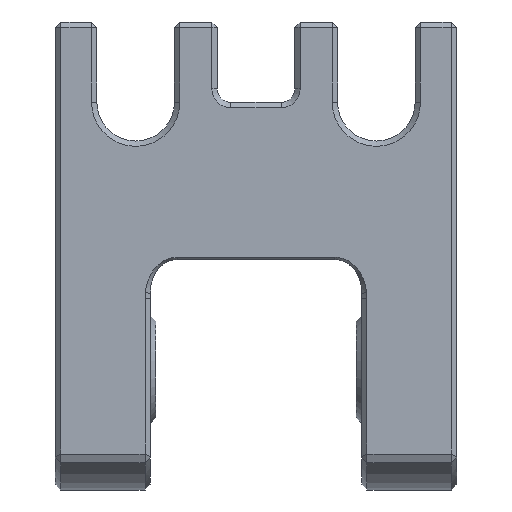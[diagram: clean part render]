
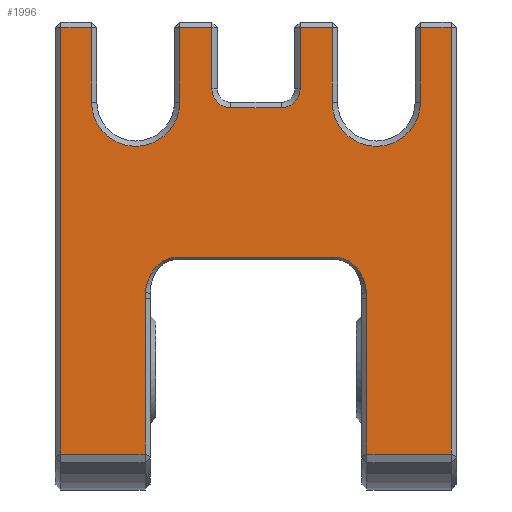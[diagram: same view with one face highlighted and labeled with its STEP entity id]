
A CAD part, left-side view. The second image highlights one B-rep face of the part: STEP entity #1996.
In plain terms, the highlighted planar face has unit normal (-1, 0, 0).
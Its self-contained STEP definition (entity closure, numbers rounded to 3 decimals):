
#30=B_SPLINE_CURVE_WITH_KNOTS('',3,(#3410,#3411,#3412,#3413,#3414,#3415,
#3416,#3417,#3418),.UNSPECIFIED.,.F.,.F.,(4,1,1,1,1,1,4),(0.899,
0.944,1.033,1.055,1.122,1.167,
1.212),.UNSPECIFIED.);
#31=B_SPLINE_CURVE_WITH_KNOTS('',3,(#3468,#3469,#3470,#3471,#3472,#3473,
#3474,#3475,#3476,#3477),.UNSPECIFIED.,.F.,.F.,(4,1,1,1,1,1,1,4),(0.586,
0.631,0.676,0.743,0.765,
0.81,0.854,0.899),.UNSPECIFIED.);
#33=B_SPLINE_CURVE_WITH_KNOTS('',3,(#3504,#3505,#3506,#3507),
 .UNSPECIFIED.,.F.,.F.,(4,4),(1.212,1.252),
 .UNSPECIFIED.);
#35=B_SPLINE_CURVE_WITH_KNOTS('',3,(#3528,#3529,#3530,#3531),
 .UNSPECIFIED.,.F.,.F.,(4,4),(0.546,0.586),
 .UNSPECIFIED.);
#151=PLANE('',#2164);
#272=FACE_OUTER_BOUND('',#405,.T.);
#405=EDGE_LOOP('',(#1747,#1748,#1749,#1750,#1751,#1752,#1753,#1754,#1755,
#1756,#1757,#1758,#1759,#1760,#1761,#1762,#1763,#1764,#1765,#1766,#1767,
#1768,#1769,#1770,#1771,#1772));
#472=LINE('',#2849,#679);
#486=LINE('',#2887,#693);
#495=LINE('',#2913,#702);
#498=LINE('',#2920,#705);
#509=LINE('',#2945,#716);
#513=LINE('',#2955,#720);
#518=LINE('',#2963,#725);
#533=LINE('',#2999,#740);
#537=LINE('',#3011,#744);
#541=LINE('',#3021,#748);
#547=LINE('',#3033,#754);
#573=LINE('',#3087,#780);
#589=LINE('',#3130,#796);
#598=LINE('',#3154,#805);
#600=LINE('',#3160,#807);
#602=LINE('',#3165,#809);
#606=LINE('',#3175,#813);
#616=LINE('',#3423,#823);
#679=VECTOR('',#2289,10.);
#693=VECTOR('',#2315,10.);
#702=VECTOR('',#2338,10.);
#705=VECTOR('',#2349,10.);
#716=VECTOR('',#2376,10.);
#720=VECTOR('',#2388,10.);
#725=VECTOR('',#2399,10.);
#740=VECTOR('',#2436,10.);
#744=VECTOR('',#2448,10.);
#748=VECTOR('',#2460,10.);
#754=VECTOR('',#2472,10.);
#780=VECTOR('',#2524,10.);
#796=VECTOR('',#2554,10.);
#805=VECTOR('',#2577,10.);
#807=VECTOR('',#2587,10.);
#809=VECTOR('',#2591,10.);
#813=VECTOR('',#2603,10.);
#823=VECTOR('',#2617,10.);
#862=CIRCLE('',#2084,3.3);
#869=CIRCLE('',#2103,1.4);
#871=CIRCLE('',#2107,1.4);
#877=CIRCLE('',#2145,3.3);
#906=VERTEX_POINT('',#2788);
#913=VERTEX_POINT('',#2804);
#918=VERTEX_POINT('',#2816);
#925=VERTEX_POINT('',#2832);
#929=VERTEX_POINT('',#2843);
#934=VERTEX_POINT('',#2865);
#937=VERTEX_POINT('',#2877);
#946=VERTEX_POINT('',#2911);
#952=VERTEX_POINT('',#2943);
#954=VERTEX_POINT('',#2949);
#964=VERTEX_POINT('',#2997);
#966=VERTEX_POINT('',#3004);
#968=VERTEX_POINT('',#3009);
#970=VERTEX_POINT('',#3016);
#973=VERTEX_POINT('',#3029);
#978=VERTEX_POINT('',#3050);
#988=VERTEX_POINT('',#3083);
#991=VERTEX_POINT('',#3101);
#995=VERTEX_POINT('',#3117);
#998=VERTEX_POINT('',#3126);
#1006=VERTEX_POINT('',#3163);
#1008=VERTEX_POINT('',#3169);
#1017=VERTEX_POINT('',#3395);
#1020=VERTEX_POINT('',#3408);
#1022=VERTEX_POINT('',#3421);
#1024=VERTEX_POINT('',#3466);
#1088=EDGE_CURVE('',#929,#925,#472,.T.);
#1105=EDGE_CURVE('',#937,#934,#486,.T.);
#1117=EDGE_CURVE('',#946,#937,#495,.T.);
#1121=EDGE_CURVE('',#934,#929,#498,.T.);
#1134=EDGE_CURVE('',#952,#918,#509,.T.);
#1137=EDGE_CURVE('',#954,#952,#862,.T.);
#1140=EDGE_CURVE('',#925,#954,#513,.T.);
#1145=EDGE_CURVE('',#918,#913,#518,.T.);
#1164=EDGE_CURVE('',#964,#906,#533,.T.);
#1168=EDGE_CURVE('',#966,#964,#869,.T.);
#1170=EDGE_CURVE('',#968,#966,#537,.T.);
#1174=EDGE_CURVE('',#970,#968,#871,.T.);
#1176=EDGE_CURVE('',#913,#970,#541,.T.);
#1182=EDGE_CURVE('',#906,#973,#547,.T.);
#1210=EDGE_CURVE('',#978,#988,#573,.T.);
#1229=EDGE_CURVE('',#995,#998,#589,.T.);
#1241=EDGE_CURVE('',#991,#995,#598,.T.);
#1244=EDGE_CURVE('',#988,#991,#600,.T.);
#1246=EDGE_CURVE('',#1006,#978,#602,.T.);
#1249=EDGE_CURVE('',#1008,#1006,#877,.T.);
#1252=EDGE_CURVE('',#973,#1008,#606,.T.);
#1270=EDGE_CURVE('',#1020,#1017,#30,.T.);
#1272=EDGE_CURVE('',#1022,#1020,#616,.T.);
#1275=EDGE_CURVE('',#1024,#1022,#31,.T.);
#1277=EDGE_CURVE('',#1017,#946,#33,.T.);
#1279=EDGE_CURVE('',#998,#1024,#35,.T.);
#1747=ORIENTED_EDGE('',*,*,#1270,.F.);
#1748=ORIENTED_EDGE('',*,*,#1272,.F.);
#1749=ORIENTED_EDGE('',*,*,#1275,.F.);
#1750=ORIENTED_EDGE('',*,*,#1279,.F.);
#1751=ORIENTED_EDGE('',*,*,#1229,.F.);
#1752=ORIENTED_EDGE('',*,*,#1241,.F.);
#1753=ORIENTED_EDGE('',*,*,#1244,.F.);
#1754=ORIENTED_EDGE('',*,*,#1210,.F.);
#1755=ORIENTED_EDGE('',*,*,#1246,.F.);
#1756=ORIENTED_EDGE('',*,*,#1249,.F.);
#1757=ORIENTED_EDGE('',*,*,#1252,.F.);
#1758=ORIENTED_EDGE('',*,*,#1182,.F.);
#1759=ORIENTED_EDGE('',*,*,#1164,.F.);
#1760=ORIENTED_EDGE('',*,*,#1168,.F.);
#1761=ORIENTED_EDGE('',*,*,#1170,.F.);
#1762=ORIENTED_EDGE('',*,*,#1174,.F.);
#1763=ORIENTED_EDGE('',*,*,#1176,.F.);
#1764=ORIENTED_EDGE('',*,*,#1145,.F.);
#1765=ORIENTED_EDGE('',*,*,#1134,.F.);
#1766=ORIENTED_EDGE('',*,*,#1137,.F.);
#1767=ORIENTED_EDGE('',*,*,#1140,.F.);
#1768=ORIENTED_EDGE('',*,*,#1088,.F.);
#1769=ORIENTED_EDGE('',*,*,#1121,.F.);
#1770=ORIENTED_EDGE('',*,*,#1105,.F.);
#1771=ORIENTED_EDGE('',*,*,#1117,.F.);
#1772=ORIENTED_EDGE('',*,*,#1277,.F.);
#1996=ADVANCED_FACE('',(#272),#151,.T.);
#2084=AXIS2_PLACEMENT_3D('',#2951,#2381,#2382);
#2103=AXIS2_PLACEMENT_3D('',#3006,#2443,#2444);
#2107=AXIS2_PLACEMENT_3D('',#3018,#2455,#2456);
#2145=AXIS2_PLACEMENT_3D('',#3171,#2596,#2597);
#2164=AXIS2_PLACEMENT_3D('',#3555,#2652,#2653);
#2289=DIRECTION('',(0.,-1.,0.));
#2315=DIRECTION('',(0.,1.,0.));
#2338=DIRECTION('',(0.,0.,-1.));
#2349=DIRECTION('',(0.,0.,1.));
#2376=DIRECTION('',(0.,0.,1.));
#2381=DIRECTION('center_axis',(-1.,0.,0.));
#2382=DIRECTION('ref_axis',(0.,-1.,0.));
#2388=DIRECTION('',(0.,0.,-1.));
#2399=DIRECTION('',(0.,-1.,0.));
#2436=DIRECTION('',(0.,0.,1.));
#2443=DIRECTION('center_axis',(-1.,0.,0.));
#2444=DIRECTION('ref_axis',(0.,-0.707,-0.707));
#2448=DIRECTION('',(0.,-1.,0.));
#2455=DIRECTION('center_axis',(-1.,0.,0.));
#2456=DIRECTION('ref_axis',(0.,0.707,-0.707));
#2460=DIRECTION('',(0.,0.,-1.));
#2472=DIRECTION('',(0.,-1.,0.));
#2524=DIRECTION('',(0.,-1.,0.));
#2554=DIRECTION('',(0.,0.,1.));
#2577=DIRECTION('',(0.,1.,0.));
#2587=DIRECTION('',(0.,0.,-1.));
#2591=DIRECTION('',(0.,0.,1.));
#2596=DIRECTION('center_axis',(-1.,0.,0.));
#2597=DIRECTION('ref_axis',(0.,-1.,0.));
#2603=DIRECTION('',(0.,0.,-1.));
#2617=DIRECTION('',(0.,1.,0.));
#2652=DIRECTION('center_axis',(-1.,0.,0.));
#2653=DIRECTION('ref_axis',(0.,0.,1.));
#2788=CARTESIAN_POINT('',(-6.,-3.3,25.6));
#2804=CARTESIAN_POINT('',(-6.,3.3,25.6));
#2816=CARTESIAN_POINT('',(-6.,5.7,25.6));
#2832=CARTESIAN_POINT('',(-6.,12.3,25.6));
#2843=CARTESIAN_POINT('',(-6.,14.6,25.6));
#2849=CARTESIAN_POINT('',(-6.,0.,25.6));
#2865=CARTESIAN_POINT('',(-6.,14.6,-6.308));
#2877=CARTESIAN_POINT('',(-6.,8.3,-6.308));
#2887=CARTESIAN_POINT('',(-6.,0.,-6.308));
#2911=CARTESIAN_POINT('',(-6.,8.3,5.292));
#2913=CARTESIAN_POINT('',(-6.,8.3,-3.104));
#2920=CARTESIAN_POINT('',(-6.,14.6,0.896));
#2943=CARTESIAN_POINT('',(-6.,5.7,20.));
#2945=CARTESIAN_POINT('',(-6.,5.7,6.646));
#2949=CARTESIAN_POINT('',(-6.,12.3,20.));
#2951=CARTESIAN_POINT('Origin',(-6.,9.,20.));
#2955=CARTESIAN_POINT('',(-6.,12.3,9.646));
#2963=CARTESIAN_POINT('',(-6.,0.,25.6));
#2997=CARTESIAN_POINT('',(-6.,-3.3,21.));
#2999=CARTESIAN_POINT('',(-6.,-3.3,6.646));
#3004=CARTESIAN_POINT('',(-6.,-1.9,19.6));
#3006=CARTESIAN_POINT('Origin',(-6.,-1.9,21.));
#3009=CARTESIAN_POINT('',(-6.,1.9,19.6));
#3011=CARTESIAN_POINT('',(-6.,1.45,19.6));
#3016=CARTESIAN_POINT('',(-6.,3.3,21.));
#3018=CARTESIAN_POINT('Origin',(-6.,1.9,21.));
#3021=CARTESIAN_POINT('',(-6.,3.3,9.646));
#3029=CARTESIAN_POINT('',(-6.,-5.7,25.6));
#3033=CARTESIAN_POINT('',(-6.,0.,25.6));
#3050=CARTESIAN_POINT('',(-6.,-12.3,25.6));
#3083=CARTESIAN_POINT('',(-6.,-14.6,25.6));
#3087=CARTESIAN_POINT('',(-6.,0.,25.6));
#3101=CARTESIAN_POINT('',(-6.,-14.6,-6.308));
#3117=CARTESIAN_POINT('',(-6.,-8.3,-6.308));
#3126=CARTESIAN_POINT('',(-6.,-8.3,5.292));
#3130=CARTESIAN_POINT('',(-6.,-8.3,-3.104));
#3154=CARTESIAN_POINT('',(-6.,0.,-6.308));
#3160=CARTESIAN_POINT('',(-6.,-14.6,0.896));
#3163=CARTESIAN_POINT('',(-6.,-12.3,20.));
#3165=CARTESIAN_POINT('',(-6.,-12.3,6.646));
#3169=CARTESIAN_POINT('',(-6.,-5.7,20.));
#3171=CARTESIAN_POINT('Origin',(-6.,-9.,20.));
#3175=CARTESIAN_POINT('',(-6.,-5.7,9.646));
#3395=CARTESIAN_POINT('',(-6.,8.278,5.75));
#3408=CARTESIAN_POINT('',(-6.,5.9,8.4));
#3410=CARTESIAN_POINT('Ctrl Pts',(-6.,5.9,8.4));
#3411=CARTESIAN_POINT('Ctrl Pts',(-6.,6.086,8.4));
#3412=CARTESIAN_POINT('Ctrl Pts',(-6.,6.697,8.316));
#3413=CARTESIAN_POINT('Ctrl Pts',(-6.,7.271,7.92));
#3414=CARTESIAN_POINT('Ctrl Pts',(-6.,7.746,7.374));
#3415=CARTESIAN_POINT('Ctrl Pts',(-6.,8.025,6.863));
#3416=CARTESIAN_POINT('Ctrl Pts',(-6.,8.198,6.294));
#3417=CARTESIAN_POINT('Ctrl Pts',(-6.,8.26,5.927));
#3418=CARTESIAN_POINT('Ctrl Pts',(-6.,8.278,5.75));
#3421=CARTESIAN_POINT('',(-6.,-5.9,8.4));
#3423=CARTESIAN_POINT('',(-6.,0.,8.4));
#3466=CARTESIAN_POINT('',(-6.,-8.278,5.75));
#3468=CARTESIAN_POINT('Ctrl Pts',(-6.,-8.278,5.75));
#3469=CARTESIAN_POINT('Ctrl Pts',(-6.,-8.26,5.927));
#3470=CARTESIAN_POINT('Ctrl Pts',(-6.,-8.198,6.294));
#3471=CARTESIAN_POINT('Ctrl Pts',(-6.,-8.029,6.86));
#3472=CARTESIAN_POINT('Ctrl Pts',(-6.,-7.745,7.374));
#3473=CARTESIAN_POINT('Ctrl Pts',(-6.,-7.401,7.777));
#3474=CARTESIAN_POINT('Ctrl Pts',(-6.,-7.009,8.099));
#3475=CARTESIAN_POINT('Ctrl Pts',(-6.,-6.508,8.335));
#3476=CARTESIAN_POINT('Ctrl Pts',(-6.,-6.086,8.4));
#3477=CARTESIAN_POINT('Ctrl Pts',(-6.,-5.9,8.4));
#3504=CARTESIAN_POINT('Ctrl Pts',(-6.,8.278,5.75));
#3505=CARTESIAN_POINT('Ctrl Pts',(-6.,8.294,5.592));
#3506=CARTESIAN_POINT('Ctrl Pts',(-6.,8.3,5.437));
#3507=CARTESIAN_POINT('Ctrl Pts',(-6.,8.3,5.292));
#3528=CARTESIAN_POINT('Ctrl Pts',(-6.,-8.3,5.292));
#3529=CARTESIAN_POINT('Ctrl Pts',(-6.,-8.3,5.437));
#3530=CARTESIAN_POINT('Ctrl Pts',(-6.,-8.294,5.592));
#3531=CARTESIAN_POINT('Ctrl Pts',(-6.,-8.278,5.75));
#3555=CARTESIAN_POINT('Origin',(-6.,0.,-6.708));
